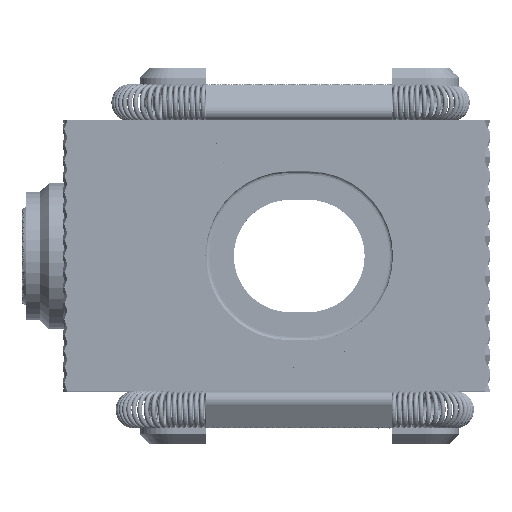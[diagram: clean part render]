
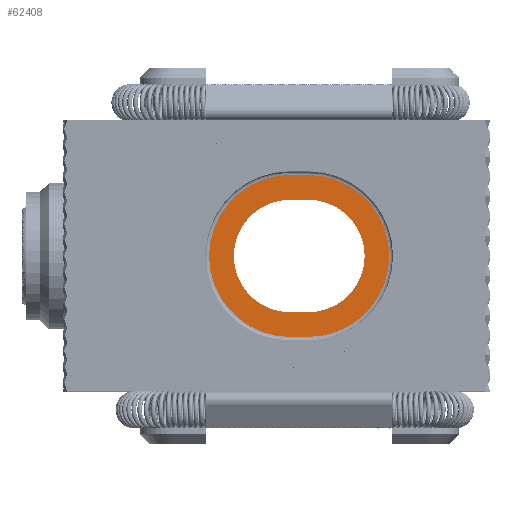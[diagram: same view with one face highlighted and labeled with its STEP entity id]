
A CAD part, top view. The second image highlights one B-rep face of the part: STEP entity #62408.
In plain terms, the highlighted planar face has unit normal (0, 0, 1).
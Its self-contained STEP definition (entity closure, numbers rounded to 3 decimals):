
#62130=CARTESIAN_POINT('',(19.65,5.95,4.8));
#62131=VERTEX_POINT('',#62130);
#62150=CARTESIAN_POINT('',(19.65,23.65,4.8));
#62151=VERTEX_POINT('',#62150);
#62159=CARTESIAN_POINT('',(19.65,14.8,4.8));
#62160=DIRECTION('',(0.0,0.0,-1.0));
#62161=DIRECTION('',(1.0,0.0,0.0));
#62162=AXIS2_PLACEMENT_3D('',#62159,#62160,#62161);
#62163=CIRCLE('',#62162,8.85);
#62164=EDGE_CURVE('',#62151,#62131,#62163,.T.);
#62174=CARTESIAN_POINT('',(17.65,5.95,4.8));
#62175=VERTEX_POINT('',#62174);
#62192=CARTESIAN_POINT('',(19.65,5.95,4.8));
#62193=DIRECTION('',(-1.0,0.0,0.0));
#62194=VECTOR('',#62193,2.0);
#62195=LINE('',#62192,#62194);
#62196=EDGE_CURVE('',#62131,#62175,#62195,.T.);
#62208=CARTESIAN_POINT('',(17.65,23.65,4.8));
#62209=VERTEX_POINT('',#62208);
#62217=CARTESIAN_POINT('',(17.65,23.65,4.8));
#62218=DIRECTION('',(1.0,0.0,0.0));
#62219=VECTOR('',#62218,2.);
#62220=LINE('',#62217,#62219);
#62221=EDGE_CURVE('',#62209,#62151,#62220,.T.);
#62287=CARTESIAN_POINT('',(17.65,14.8,4.8));
#62288=DIRECTION('',(0.0,0.0,-1.0));
#62289=DIRECTION('',(-1.0,0.0,0.0));
#62290=AXIS2_PLACEMENT_3D('',#62287,#62288,#62289);
#62291=CIRCLE('',#62290,8.85);
#62292=EDGE_CURVE('',#62175,#62209,#62291,.T.);
#62361=CARTESIAN_POINT('',(18.65,14.8,4.8));
#62362=DIRECTION('',(0.0,0.0,1.0));
#62363=DIRECTION('',(1.0,0.0,0.0));
#62364=AXIS2_PLACEMENT_3D('',#62361,#62362,#62363);
#62365=PLANE('',#62364);
#62366=ORIENTED_EDGE('',*,*,#62164,.F.);
#62367=ORIENTED_EDGE('',*,*,#62221,.F.);
#62368=ORIENTED_EDGE('',*,*,#62292,.F.);
#62369=ORIENTED_EDGE('',*,*,#62196,.F.);
#62370=EDGE_LOOP('',(#62366,#62367,#62368,#62369));
#62371=FACE_OUTER_BOUND('',#62370,.T.);
#62372=CARTESIAN_POINT('',(17.65,20.95,4.8));
#62373=VERTEX_POINT('',#62372);
#62374=CARTESIAN_POINT('',(17.65,8.65,4.8));
#62375=VERTEX_POINT('',#62374);
#62376=CARTESIAN_POINT('',(17.65,14.8,4.8));
#62377=DIRECTION('',(0.0,0.0,1.0));
#62378=DIRECTION('',(0.0,-1.0,0.0));
#62379=AXIS2_PLACEMENT_3D('',#62376,#62377,#62378);
#62380=CIRCLE('',#62379,6.15);
#62381=EDGE_CURVE('',#62373,#62375,#62380,.T.);
#62382=ORIENTED_EDGE('',*,*,#62381,.F.);
#62383=CARTESIAN_POINT('',(19.65,20.95,4.8));
#62384=VERTEX_POINT('',#62383);
#62385=CARTESIAN_POINT('',(19.65,20.95,4.8));
#62386=DIRECTION('',(-1.0,0.0,0.0));
#62387=VECTOR('',#62386,2.);
#62388=LINE('',#62385,#62387);
#62389=EDGE_CURVE('',#62384,#62373,#62388,.T.);
#62390=ORIENTED_EDGE('',*,*,#62389,.F.);
#62391=CARTESIAN_POINT('',(19.65,8.65,4.8));
#62392=VERTEX_POINT('',#62391);
#62393=CARTESIAN_POINT('',(19.65,14.8,4.8));
#62394=DIRECTION('',(0.0,0.0,1.0));
#62395=DIRECTION('',(0.0,1.0,0.0));
#62396=AXIS2_PLACEMENT_3D('',#62393,#62394,#62395);
#62397=CIRCLE('',#62396,6.15);
#62398=EDGE_CURVE('',#62392,#62384,#62397,.T.);
#62399=ORIENTED_EDGE('',*,*,#62398,.F.);
#62400=CARTESIAN_POINT('',(17.65,8.65,4.8));
#62401=DIRECTION('',(1.0,0.0,0.0));
#62402=VECTOR('',#62401,2.);
#62403=LINE('',#62400,#62402);
#62404=EDGE_CURVE('',#62375,#62392,#62403,.T.);
#62405=ORIENTED_EDGE('',*,*,#62404,.F.);
#62406=EDGE_LOOP('',(#62382,#62390,#62399,#62405));
#62407=FACE_BOUND('',#62406,.T.);
#62408=ADVANCED_FACE('',(#62371,#62407),#62365,.T.);
